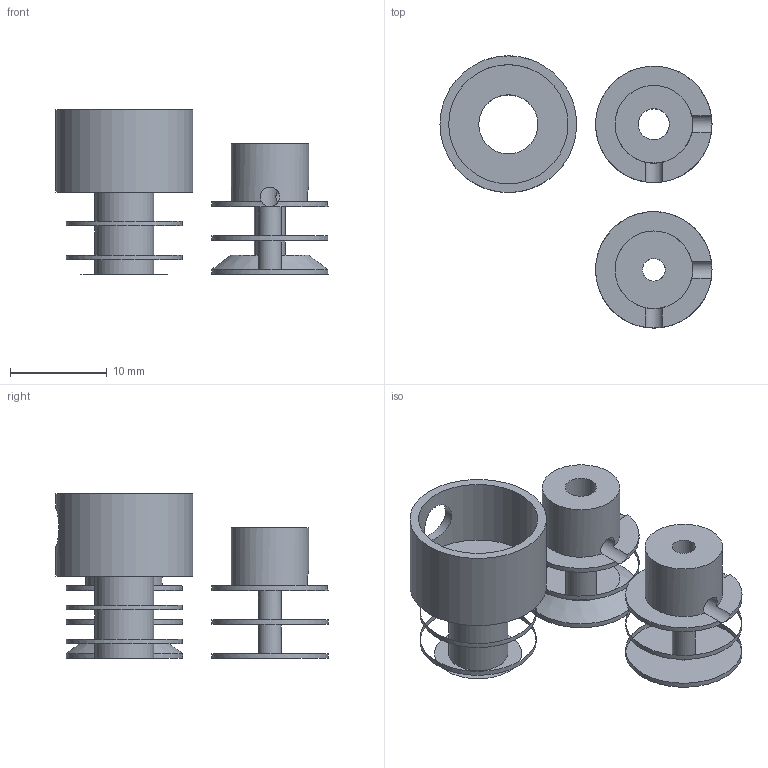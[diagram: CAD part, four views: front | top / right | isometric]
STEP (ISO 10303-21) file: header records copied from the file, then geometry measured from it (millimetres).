
FILE_DESCRIPTION(/* description */ (''),/* implementation_level */ '2;1');
FILE_NAME(/* name */ 'pulley_4p2.step',/* time_stamp */ '2019-07-21T14:34:14+02:00',/* author */ ('mmattia20'),/* organization */ (''),/* preprocessor_version */ 'ST-DEVELOPER v18',/* originating_system */ 'Autodesk Translation Framework v8.2.0.1029',/* authorisation */ '');
FILE_SCHEMA (('AUTOMOTIVE_DESIGN { 1 0 10303 214 3 1 1 }'));
Length unit declared in the file: millimetre
Products named in the file (2): pulley_4p2; pulley_4p2_1
Assembly tree (1 placements, depth 2):
  pulley_4p2
    pulley_4p2_1
Bounding box: 28.05 x 28.05 x 17 mm (x, y, z)
Volume: 2605 mm3; surface area: 3202.8 mm2
Topology: 3 solids, 3 shells, 47 faces, 155 edges, 108 vertices
Faces by surface type: cylinder 22, cone 13, plane 12
Full cylindrical faces by diameter (mm): 2 x4, 2.35 x1, 3.2 x1, 4 x1, 6.1 x1, 8 x2, 12 x6, 12.3 x1, 14.1 x1
Entity records: 2155 total; most frequent: CARTESIAN_POINT 686, ORIENTED_EDGE 310, DIRECTION 300, EDGE_CURVE 155, AXIS2_PLACEMENT_3D 129, VERTEX_POINT 108, CIRCLE 77, EDGE_LOOP 57
